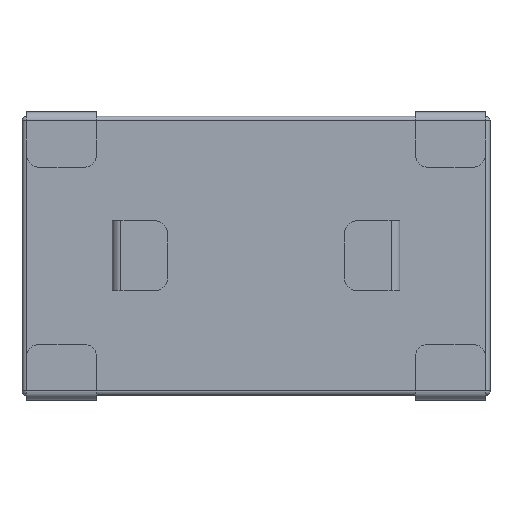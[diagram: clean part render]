
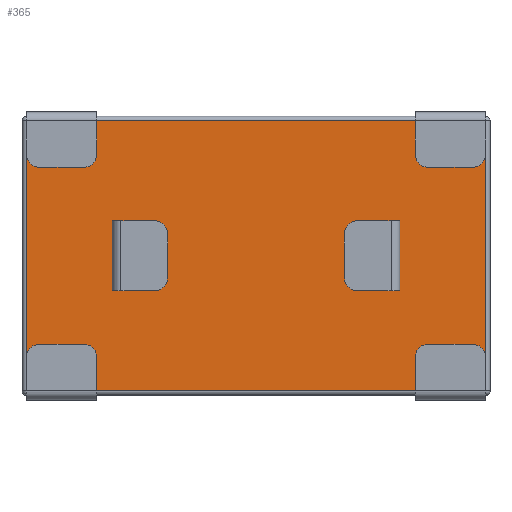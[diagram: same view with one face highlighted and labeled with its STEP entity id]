
A CAD part, top view. The second image highlights one B-rep face of the part: STEP entity #365.
In plain terms, the highlighted face is planar.
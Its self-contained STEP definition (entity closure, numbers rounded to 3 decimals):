
#365 = ADVANCED_FACE( '', ( #653 ), #654, .F. );
#653 = FACE_OUTER_BOUND( '', #807, .T. );
#654 = PLANE( '', #808 );
#807 = EDGE_LOOP( '', ( #1070, #1071, #1072, #1073 ) );
#808 = AXIS2_PLACEMENT_3D( '', #1074, #1075, #1076 );
#1070 = ORIENTED_EDGE( '', *, *, #1410, .T. );
#1071 = ORIENTED_EDGE( '', *, *, #1418, .T. );
#1072 = ORIENTED_EDGE( '', *, *, #1419, .T. );
#1073 = ORIENTED_EDGE( '', *, *, #1420, .T. );
#1074 = CARTESIAN_POINT( '', ( -26.6, -15.85, 0. ) );
#1075 = DIRECTION( '', ( 0., 0., 1. ) );
#1076 = DIRECTION( '', ( 1., 0., 0. ) );
#1410 = EDGE_CURVE( '', #1605, #1609, #1611, .F. );
#1418 = EDGE_CURVE( '', #1609, #1620, #1622, .F. );
#1419 = EDGE_CURVE( '', #1620, #1623, #1624, .F. );
#1420 = EDGE_CURVE( '', #1623, #1605, #1625, .F. );
#1605 = VERTEX_POINT( '', #1718 );
#1609 = VERTEX_POINT( '', #1723 );
#1611 = LINE( '', #1725, #1726 );
#1620 = VERTEX_POINT( '', #1738 );
#1622 = LINE( '', #1740, #1741 );
#1623 = VERTEX_POINT( '', #1742 );
#1624 = LINE( '', #1743, #1744 );
#1625 = LINE( '', #1745, #1746 );
#1718 = CARTESIAN_POINT( '', ( 26.1, 15.35, 0. ) );
#1723 = CARTESIAN_POINT( '', ( 26.1, -15.35, 0. ) );
#1725 = CARTESIAN_POINT( '', ( 26.1, -15.85, 0. ) );
#1726 = VECTOR( '', #1840, 1000. );
#1738 = CARTESIAN_POINT( '', ( -26.1, -15.35, 0. ) );
#1740 = CARTESIAN_POINT( '', ( -26.6, -15.35, 0. ) );
#1741 = VECTOR( '', #1856, 1000. );
#1742 = CARTESIAN_POINT( '', ( -26.1, 15.35, 0. ) );
#1743 = CARTESIAN_POINT( '', ( -26.1, -15.85, 0. ) );
#1744 = VECTOR( '', #1857, 1000. );
#1745 = CARTESIAN_POINT( '', ( -26.6, 15.35, 0. ) );
#1746 = VECTOR( '', #1858, 1000. );
#1840 = DIRECTION( '', ( 0., 1., 0. ) );
#1856 = DIRECTION( '', ( 1., 0., 0. ) );
#1857 = DIRECTION( '', ( 0., -1., 0. ) );
#1858 = DIRECTION( '', ( -1., 0., 0. ) );
